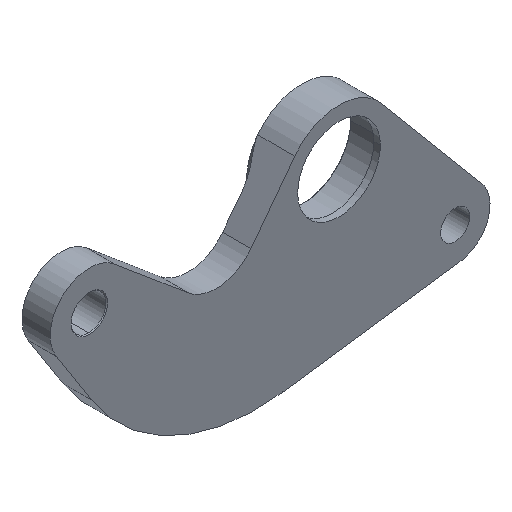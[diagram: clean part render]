
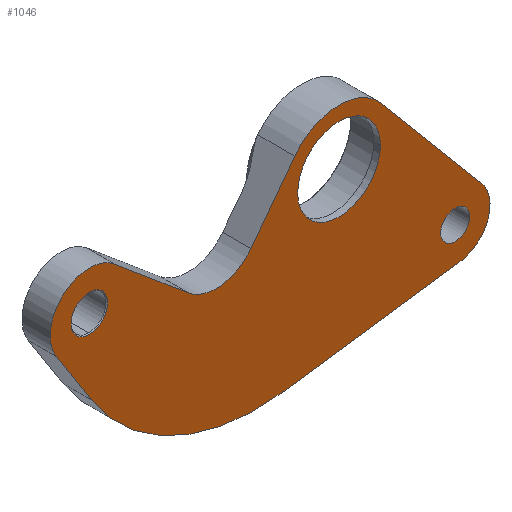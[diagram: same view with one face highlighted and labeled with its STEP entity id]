
A CAD part, isometric view. The second image highlights one B-rep face of the part: STEP entity #1046.
In plain terms, the highlighted planar face has unit normal (0, -1, 0).
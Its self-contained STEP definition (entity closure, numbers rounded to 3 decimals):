
#145=CARTESIAN_POINT('Vertex',(-9.5,16.,0.)) ;
#150=CARTESIAN_POINT('Axis2P3D Location',(0.,16.,0.)) ;
#154=CARTESIAN_POINT('Vertex',(9.5,16.,0.)) ;
#176=CARTESIAN_POINT('Axis2P3D Location',(0.,16.,0.)) ;
#211=CARTESIAN_POINT('Vertex',(-57.361,16.,4.2)) ;
#214=CARTESIAN_POINT('Axis2P3D Location',(-57.361,16.,0.)) ;
#218=CARTESIAN_POINT('Vertex',(-57.361,16.,-4.2)) ;
#243=CARTESIAN_POINT('Axis2P3D Location',(-57.361,16.,0.)) ;
#671=CARTESIAN_POINT('Vertex',(-10.183,16.,7.673)) ;
#685=CARTESIAN_POINT('Vertex',(-20.235,16.,-5.666)) ;
#688=CARTESIAN_POINT('Line Origine',(-15.209,16.,1.003)) ;
#710=CARTESIAN_POINT('Vertex',(-34.649,16.,-7.309)) ;
#715=CARTESIAN_POINT('Axis2P3D Location',(-28.221,16.,0.352)) ;
#741=CARTESIAN_POINT('Vertex',(-51.576,16.,6.894)) ;
#746=CARTESIAN_POINT('Line Origine',(-43.112,16.,-0.207)) ;
#779=CARTESIAN_POINT('Vertex',(-64.951,16.,-4.836)) ;
#782=CARTESIAN_POINT('Axis2P3D Location',(-57.361,16.,0.)) ;
#810=CARTESIAN_POINT('Vertex',(-56.892,16.,-17.487)) ;
#813=CARTESIAN_POINT('Line Origine',(-60.921,16.,-11.161)) ;
#848=CARTESIAN_POINT('Vertex',(-12.846,16.,-37.894)) ;
#851=CARTESIAN_POINT('Axis2P3D Location',(-18.939,16.,6.692)) ;
#880=CARTESIAN_POINT('Vertex',(27.772,16.,-32.343)) ;
#883=CARTESIAN_POINT('Line Origine',(7.463,16.,-35.118)) ;
#911=CARTESIAN_POINT('Vertex',(32.817,16.,-19.274)) ;
#914=CARTESIAN_POINT('Axis2P3D Location',(26.689,16.,-24.417)) ;
#935=CARTESIAN_POINT('Vertex',(9.767,16.,8.196)) ;
#938=CARTESIAN_POINT('Line Origine',(21.292,16.,-5.539)) ;
#961=CARTESIAN_POINT('Axis2P3D Location',(0.,16.,0.)) ;
#1003=CARTESIAN_POINT('Axis2P3D Location',(0.,16.,0.)) ;
#1020=CARTESIAN_POINT('Axis2P3D Location',(26.689,16.,-24.417)) ;
#1024=CARTESIAN_POINT('Vertex',(30.012,16.,-24.417)) ;
#1026=CARTESIAN_POINT('Vertex',(23.365,16.,-24.417)) ;
#1029=CARTESIAN_POINT('Axis2P3D Location',(26.689,16.,-24.417)) ;
#690=VECTOR('Line Direction',#689,1.) ;
#748=VECTOR('Line Direction',#747,1.) ;
#815=VECTOR('Line Direction',#814,1.) ;
#885=VECTOR('Line Direction',#884,1.) ;
#940=VECTOR('Line Direction',#939,1.) ;
#151=DIRECTION('Axis2P3D Direction',(0.,1.,-0.)) ;
#177=DIRECTION('Axis2P3D Direction',(0.,1.,-0.)) ;
#215=DIRECTION('Axis2P3D Direction',(0.,1.,0.)) ;
#244=DIRECTION('Axis2P3D Direction',(0.,1.,0.)) ;
#689=DIRECTION('Vector Direction',(0.602,0.,0.799)) ;
#716=DIRECTION('Axis2P3D Direction',(0.,1.,0.)) ;
#747=DIRECTION('Vector Direction',(0.766,0.,-0.643)) ;
#783=DIRECTION('Axis2P3D Direction',(0.,1.,0.)) ;
#814=DIRECTION('Vector Direction',(0.537,0.,-0.843)) ;
#852=DIRECTION('Axis2P3D Direction',(0.,1.,0.)) ;
#884=DIRECTION('Vector Direction',(0.991,0.,0.135)) ;
#915=DIRECTION('Axis2P3D Direction',(0.,1.,0.)) ;
#939=DIRECTION('Vector Direction',(0.643,0.,-0.766)) ;
#962=DIRECTION('Axis2P3D Direction',(0.,-1.,0.)) ;
#1004=DIRECTION('Axis2P3D Direction',(0.,1.,0.)) ;
#1005=DIRECTION('Axis2P3D XDirection',(0.,0.,1.)) ;
#1021=DIRECTION('Axis2P3D Direction',(0.,1.,0.)) ;
#1030=DIRECTION('Axis2P3D Direction',(0.,1.,0.)) ;
#152=AXIS2_PLACEMENT_3D('Circle Axis2P3D',#150,#151,$) ;
#178=AXIS2_PLACEMENT_3D('Circle Axis2P3D',#176,#177,$) ;
#216=AXIS2_PLACEMENT_3D('Circle Axis2P3D',#214,#215,$) ;
#245=AXIS2_PLACEMENT_3D('Circle Axis2P3D',#243,#244,$) ;
#717=AXIS2_PLACEMENT_3D('Circle Axis2P3D',#715,#716,$) ;
#784=AXIS2_PLACEMENT_3D('Circle Axis2P3D',#782,#783,$) ;
#853=AXIS2_PLACEMENT_3D('Circle Axis2P3D',#851,#852,$) ;
#916=AXIS2_PLACEMENT_3D('Circle Axis2P3D',#914,#915,$) ;
#963=AXIS2_PLACEMENT_3D('Circle Axis2P3D',#961,#962,$) ;
#1006=AXIS2_PLACEMENT_3D('Plane Axis2P3D',#1003,#1004,#1005) ;
#1022=AXIS2_PLACEMENT_3D('Circle Axis2P3D',#1020,#1021,$) ;
#1031=AXIS2_PLACEMENT_3D('Circle Axis2P3D',#1029,#1030,$) ;
#691=LINE('Line',#688,#690) ;
#749=LINE('Line',#746,#748) ;
#816=LINE('Line',#813,#815) ;
#886=LINE('Line',#883,#885) ;
#941=LINE('Line',#938,#940) ;
#153=CIRCLE('generated circle',#152,9.5) ;
#179=CIRCLE('generated circle',#178,9.5) ;
#217=CIRCLE('generated circle',#216,4.2) ;
#246=CIRCLE('generated circle',#245,4.2) ;
#718=CIRCLE('generated circle',#717,10.) ;
#785=CIRCLE('generated circle',#784,9.) ;
#854=CIRCLE('generated circle',#853,45.) ;
#917=CIRCLE('generated circle',#916,8.) ;
#964=CIRCLE('generated circle',#963,12.75) ;
#1023=CIRCLE('generated circle',#1022,3.324) ;
#1032=CIRCLE('generated circle',#1031,3.324) ;
#1007=PLANE('',#1006) ;
#1037=FACE_BOUND('',#1034,.T.) ;
#1041=FACE_BOUND('',#1038,.T.) ;
#1045=FACE_BOUND('',#1042,.T.) ;
#156=EDGE_CURVE('',#155,#146,#153,.T.) ;
#180=EDGE_CURVE('',#146,#155,#179,.T.) ;
#220=EDGE_CURVE('',#219,#212,#217,.T.) ;
#247=EDGE_CURVE('',#212,#219,#246,.T.) ;
#692=EDGE_CURVE('',#686,#672,#691,.T.) ;
#719=EDGE_CURVE('',#711,#686,#718,.F.) ;
#750=EDGE_CURVE('',#742,#711,#749,.T.) ;
#786=EDGE_CURVE('',#780,#742,#785,.T.) ;
#817=EDGE_CURVE('',#811,#780,#816,.F.) ;
#855=EDGE_CURVE('',#849,#811,#854,.T.) ;
#887=EDGE_CURVE('',#881,#849,#886,.F.) ;
#918=EDGE_CURVE('',#912,#881,#917,.T.) ;
#942=EDGE_CURVE('',#936,#912,#941,.T.) ;
#965=EDGE_CURVE('',#672,#936,#964,.F.) ;
#1028=EDGE_CURVE('',#1025,#1027,#1023,.T.) ;
#1033=EDGE_CURVE('',#1027,#1025,#1032,.T.) ;
#1008=EDGE_LOOP('',(#1009,#1010,#1011,#1012,#1013,#1014,#1015,#1016,#1017,#1018)) ;
#1034=EDGE_LOOP('',(#1035,#1036)) ;
#1038=EDGE_LOOP('',(#1039,#1040)) ;
#1042=EDGE_LOOP('',(#1043,#1044)) ;
#1009=ORIENTED_EDGE('',*,*,#692,.F.) ;
#1010=ORIENTED_EDGE('',*,*,#719,.F.) ;
#1011=ORIENTED_EDGE('',*,*,#750,.F.) ;
#1012=ORIENTED_EDGE('',*,*,#786,.F.) ;
#1013=ORIENTED_EDGE('',*,*,#817,.F.) ;
#1014=ORIENTED_EDGE('',*,*,#855,.F.) ;
#1015=ORIENTED_EDGE('',*,*,#887,.F.) ;
#1016=ORIENTED_EDGE('',*,*,#918,.F.) ;
#1017=ORIENTED_EDGE('',*,*,#942,.F.) ;
#1018=ORIENTED_EDGE('',*,*,#965,.F.) ;
#1035=ORIENTED_EDGE('',*,*,#1028,.T.) ;
#1036=ORIENTED_EDGE('',*,*,#1033,.T.) ;
#1039=ORIENTED_EDGE('',*,*,#180,.T.) ;
#1040=ORIENTED_EDGE('',*,*,#156,.T.) ;
#1043=ORIENTED_EDGE('',*,*,#247,.T.) ;
#1044=ORIENTED_EDGE('',*,*,#220,.T.) ;
#146=VERTEX_POINT('',#145) ;
#155=VERTEX_POINT('',#154) ;
#212=VERTEX_POINT('',#211) ;
#219=VERTEX_POINT('',#218) ;
#672=VERTEX_POINT('',#671) ;
#686=VERTEX_POINT('',#685) ;
#711=VERTEX_POINT('',#710) ;
#742=VERTEX_POINT('',#741) ;
#780=VERTEX_POINT('',#779) ;
#811=VERTEX_POINT('',#810) ;
#849=VERTEX_POINT('',#848) ;
#881=VERTEX_POINT('',#880) ;
#912=VERTEX_POINT('',#911) ;
#936=VERTEX_POINT('',#935) ;
#1025=VERTEX_POINT('',#1024) ;
#1027=VERTEX_POINT('',#1026) ;
#1046=ADVANCED_FACE('Corps principal',(#1019,#1037,#1041,#1045),#1007,.F.) ;
#1019=FACE_OUTER_BOUND('',#1008,.T.) ;
